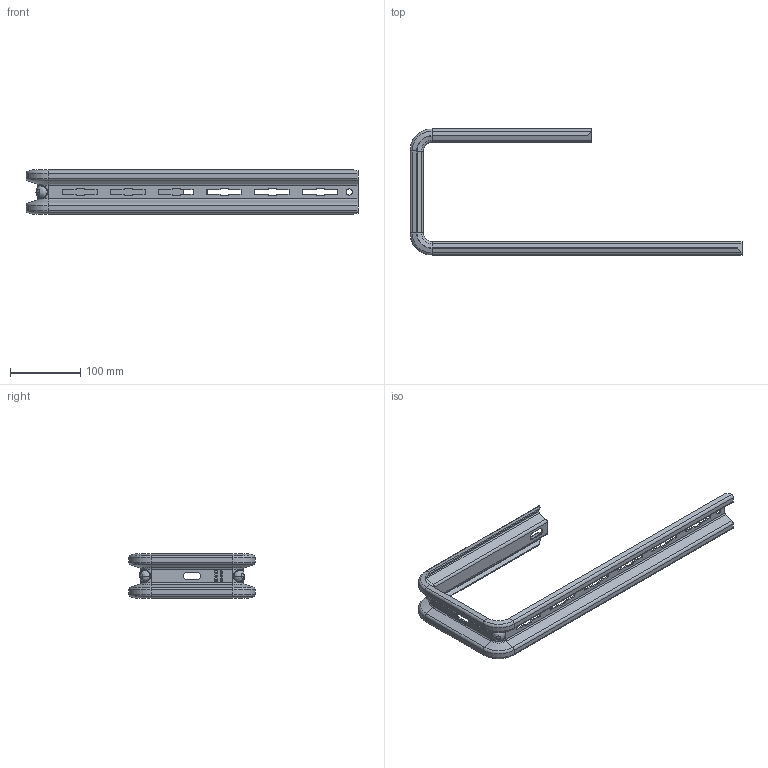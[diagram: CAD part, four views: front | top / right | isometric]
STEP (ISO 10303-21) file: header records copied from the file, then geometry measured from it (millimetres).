
FILE_DESCRIPTION((''),'2;1');
FILE_NAME('720340_PRT','2018-11-16T12:04:07',('tomasz.grudniewski'),(''),'CREO PARAMETRIC BY PTC INC, 2018260','CREO PARAMETRIC BY PTC INC, 2018260','');
FILE_SCHEMA(('CONFIG_CONTROL_DESIGN'));
Length unit declared in the file: millimetre
Products named in the file (1): 720340_PRT
Bounding box: 474 x 180 x 63.43 mm (x, y, z)
Volume: 159230.2 mm3; surface area: 164855.2 mm2
Topology: 1 solids, 1 shells, 649 faces, 1733 edges, 1094 vertices
Faces by surface type: plane 451, cylinder 130, torus 24, cone 20, bspline 16, sphere 8
Entity records: 24330 total; most frequent: CARTESIAN_POINT 8029, ORIENTED_EDGE 3450, DIRECTION 3287, EDGE_CURVE 1725, VECTOR 1365, LINE 1365, VERTEX_POINT 1094, AXIS2_PLACEMENT_3D 961
